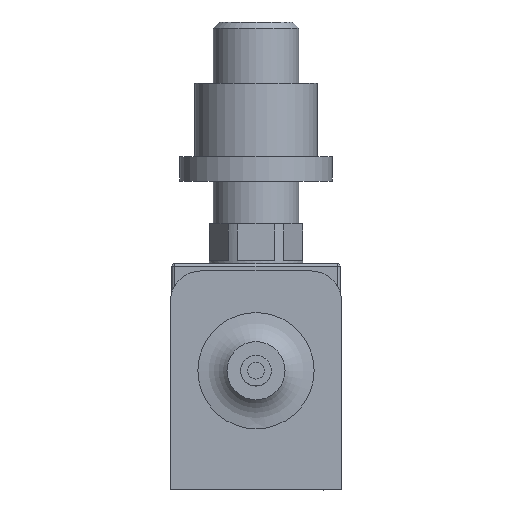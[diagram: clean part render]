
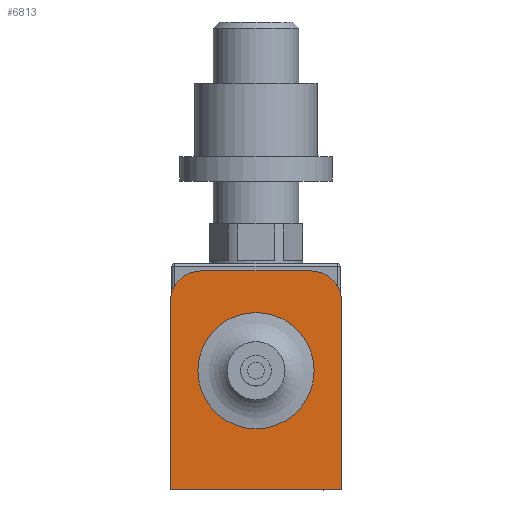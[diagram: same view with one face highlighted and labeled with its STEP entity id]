
A CAD part, front view. The second image highlights one B-rep face of the part: STEP entity #6813.
In plain terms, the highlighted planar face has unit normal (0, -1, 0).
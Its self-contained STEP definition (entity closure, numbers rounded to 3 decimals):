
#114 = AXIS2_PLACEMENT_3D ( 'NONE', #11713, #4783, #436 ) ;
#273 = CARTESIAN_POINT ( 'NONE',  ( 14., -17.3, 17.9 ) ) ;
#280 = EDGE_CURVE ( 'NONE', #5536, #10974, #11242, .T. ) ;
#282 = VERTEX_POINT ( 'NONE', #6825 ) ;
#419 = LINE ( 'NONE', #2019, #7124 ) ;
#436 = DIRECTION ( 'NONE',  ( 0., 0., 1. ) ) ;
#725 = CARTESIAN_POINT ( 'NONE',  ( 14., -17.3, -17.9 ) ) ;
#1218 = EDGE_CURVE ( 'NONE', #5536, #282, #9403, .T. ) ;
#1242 = VERTEX_POINT ( 'NONE', #11973 ) ;
#1745 = AXIS2_PLACEMENT_3D ( 'NONE', #725, #7737, #6489 ) ;
#2019 = CARTESIAN_POINT ( 'NONE',  ( -14., -17.3, -17.9 ) ) ;
#3705 = LINE ( 'NONE', #5044, #12007 ) ;
#3893 = DIRECTION ( 'NONE',  ( -1., 0., 0. ) ) ;
#4157 = CARTESIAN_POINT ( 'NONE',  ( 14., -17.3, 12.9 ) ) ;
#4276 = VERTEX_POINT ( 'NONE', #14628 ) ;
#4336 = VECTOR ( 'NONE', #12957, 1000. ) ;
#4393 = DIRECTION ( 'NONE',  ( 0., -1., 0. ) ) ;
#4664 = VERTEX_POINT ( 'NONE', #9573 ) ;
#4783 = DIRECTION ( 'NONE',  ( 0., -1., 0. ) ) ;
#4824 = VERTEX_POINT ( 'NONE', #8900 ) ;
#5044 = CARTESIAN_POINT ( 'NONE',  ( 14., -17.3, -17.9 ) ) ;
#5313 = PLANE ( 'NONE',  #1745 ) ;
#5536 = VERTEX_POINT ( 'NONE', #4157 ) ;
#5703 = EDGE_CURVE ( 'NONE', #10974, #4824, #3705, .T. ) ;
#5809 = DIRECTION ( 'NONE',  ( 0., -1., 0. ) ) ;
#5950 = FACE_BOUND ( 'NONE', #7409, .T. ) ;
#6087 = ORIENTED_EDGE ( 'NONE', *, *, #5703, .F. ) ;
#6489 = DIRECTION ( 'NONE',  ( 0., 0., 1. ) ) ;
#6628 = CARTESIAN_POINT ( 'NONE',  ( 14., -17.3, -17.9 ) ) ;
#6780 = ORIENTED_EDGE ( 'NONE', *, *, #9171, .F. ) ;
#6813 = ADVANCED_FACE ( 'NONE', ( #5950, #8692 ), #5313, .F. ) ;
#6825 = CARTESIAN_POINT ( 'NONE',  ( 9., -17.3, 17.9 ) ) ;
#6875 = ORIENTED_EDGE ( 'NONE', *, *, #12609, .T. ) ;
#6978 = DIRECTION ( 'NONE',  ( 0., 0., -1. ) ) ;
#7124 = VECTOR ( 'NONE', #12385, 1000. ) ;
#7409 = EDGE_LOOP ( 'NONE', ( #6780 ) ) ;
#7467 = AXIS2_PLACEMENT_3D ( 'NONE', #11312, #4393, #14775 ) ;
#7737 = DIRECTION ( 'NONE',  ( 0., 1., 0. ) ) ;
#7819 = CARTESIAN_POINT ( 'NONE',  ( -9., -17.3, 12.9 ) ) ;
#8508 = ORIENTED_EDGE ( 'NONE', *, *, #14944, .T. ) ;
#8690 = CIRCLE ( 'NONE', #9978, 5. ) ;
#8692 = FACE_OUTER_BOUND ( 'NONE', #11675, .T. ) ;
#8900 = CARTESIAN_POINT ( 'NONE',  ( -14., -17.3, -17.9 ) ) ;
#9171 = EDGE_CURVE ( 'NONE', #1242, #1242, #10768, .T. ) ;
#9347 = CARTESIAN_POINT ( 'NONE',  ( 14., -17.3, -17.9 ) ) ;
#9403 = CIRCLE ( 'NONE', #114, 5. ) ;
#9573 = CARTESIAN_POINT ( 'NONE',  ( -14., -17.3, 12.9 ) ) ;
#9683 = ORIENTED_EDGE ( 'NONE', *, *, #14350, .T. ) ;
#9978 = AXIS2_PLACEMENT_3D ( 'NONE', #7819, #5809, #11581 ) ;
#10768 = CIRCLE ( 'NONE', #7467, 9.5 ) ;
#10845 = LINE ( 'NONE', #273, #4336 ) ;
#10974 = VERTEX_POINT ( 'NONE', #6628 ) ;
#11057 = VECTOR ( 'NONE', #6978, 1000. ) ;
#11242 = LINE ( 'NONE', #9347, #11057 ) ;
#11312 = CARTESIAN_POINT ( 'NONE',  ( 0., -17.3, 1.6 ) ) ;
#11581 = DIRECTION ( 'NONE',  ( 0., 0., 1. ) ) ;
#11675 = EDGE_LOOP ( 'NONE', ( #13602, #14122, #9683, #8508, #6875, #6087 ) ) ;
#11713 = CARTESIAN_POINT ( 'NONE',  ( 9., -17.3, 12.9 ) ) ;
#11973 = CARTESIAN_POINT ( 'NONE',  ( 0., -17.3, -7.9 ) ) ;
#12007 = VECTOR ( 'NONE', #3893, 1000. ) ;
#12385 = DIRECTION ( 'NONE',  ( 0., 0., -1. ) ) ;
#12609 = EDGE_CURVE ( 'NONE', #4664, #4824, #419, .T. ) ;
#12957 = DIRECTION ( 'NONE',  ( -1., 0., 0. ) ) ;
#13602 = ORIENTED_EDGE ( 'NONE', *, *, #280, .F. ) ;
#14122 = ORIENTED_EDGE ( 'NONE', *, *, #1218, .T. ) ;
#14350 = EDGE_CURVE ( 'NONE', #282, #4276, #10845, .T. ) ;
#14628 = CARTESIAN_POINT ( 'NONE',  ( -9., -17.3, 17.9 ) ) ;
#14775 = DIRECTION ( 'NONE',  ( 0., 0., -1. ) ) ;
#14944 = EDGE_CURVE ( 'NONE', #4276, #4664, #8690, .T. ) ;
